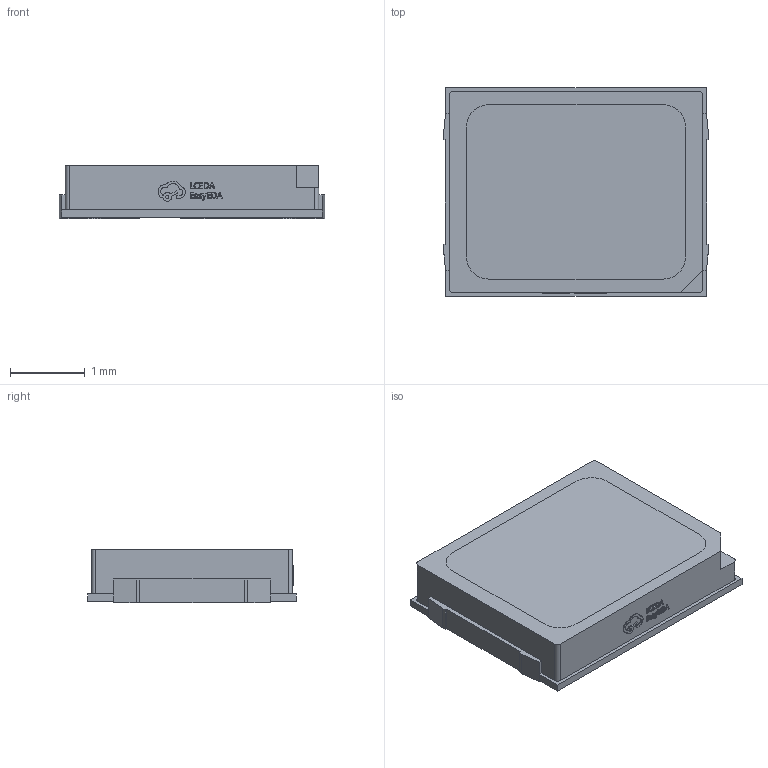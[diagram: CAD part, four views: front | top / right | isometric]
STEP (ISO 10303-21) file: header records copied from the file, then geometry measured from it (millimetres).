
FILE_DESCRIPTION (( 'STEP AP214' ), '1' );
FILE_NAME ('LED-SMD_L3.5-W2.8-FD-2835_WHITE.step', '2022-07-08T12:50:09', ( '' ), ( '' ), 'SwSTEP 2.0', 'SolidWorks 2020', '' );
FILE_SCHEMA (( 'AUTOMOTIVE_DESIGN' ));
Length unit declared in the file: millimetre
Products named in the file (1): LED-SMD_L3.5-W2.8-FD-2835_WHITE
Bounding box: 3.56 x 2.8 x 0.72 mm (x, y, z)
Volume: 6.6 mm3; surface area: 28.7 mm2
Topology: 1 solids, 1 shells, 306 faces, 877 edges, 602 vertices
Faces by surface type: plane 196, bspline 98, cylinder 12
Entity records: 14065 total; most frequent: CARTESIAN_POINT 3288, ORIENTED_EDGE 1754, DIRECTION 1109, EDGE_CURVE 877, LINE 635, VECTOR 635, VERTEX_POINT 602, EDGE_LOOP 335
